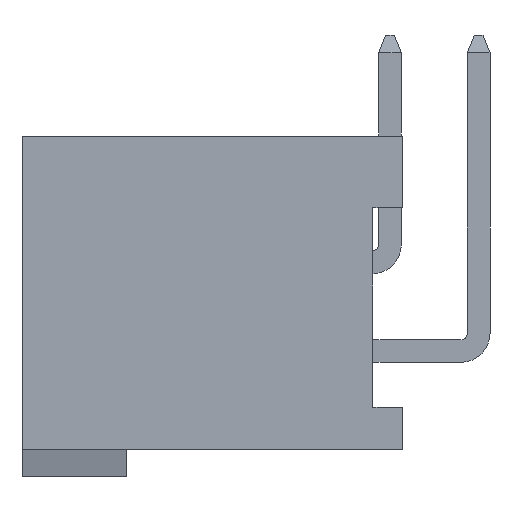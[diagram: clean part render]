
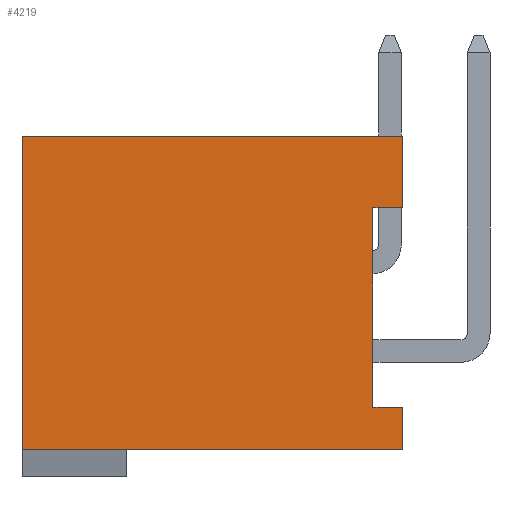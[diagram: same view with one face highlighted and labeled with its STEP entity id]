
A CAD part, left-side view. The second image highlights one B-rep face of the part: STEP entity #4219.
In plain terms, the highlighted planar face has unit normal (-1, 0, 0).
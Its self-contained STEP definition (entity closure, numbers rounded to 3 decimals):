
#549=DIRECTION('',(0.,0.,1.));
#550=VECTOR('',#549,2.05);
#551=CARTESIAN_POINT('',(-7.52,-5.45,2.825));
#552=LINE('',#551,#550);
#569=DIRECTION('',(0.,0.,1.));
#570=VECTOR('',#569,1.225);
#571=CARTESIAN_POINT('',(-7.52,-5.45,-4.1));
#572=LINE('',#571,#570);
#593=DIRECTION('',(0.,-1.,0.));
#594=VECTOR('',#593,10.9);
#595=CARTESIAN_POINT('',(-7.52,5.45,-4.1));
#596=LINE('',#595,#594);
#597=DIRECTION('',(0.,0.,1.));
#598=VECTOR('',#597,8.975);
#599=CARTESIAN_POINT('',(-7.52,5.45,-4.1));
#600=LINE('',#599,#598);
#601=DIRECTION('',(0.,1.,0.));
#602=VECTOR('',#601,0.85);
#603=CARTESIAN_POINT('',(-7.52,-5.45,2.825));
#604=LINE('',#603,#602);
#605=DIRECTION('',(0.,0.,1.));
#606=VECTOR('',#605,5.7);
#607=CARTESIAN_POINT('',(-7.52,-4.6,-2.875));
#608=LINE('',#607,#606);
#609=DIRECTION('',(0.,1.,0.));
#610=VECTOR('',#609,0.85);
#611=CARTESIAN_POINT('',(-7.52,-5.45,-2.875));
#612=LINE('',#611,#610);
#617=DIRECTION('',(0.,-1.,0.));
#618=VECTOR('',#617,10.9);
#619=CARTESIAN_POINT('',(-7.52,5.45,4.875));
#620=LINE('',#619,#618);
#2665=CARTESIAN_POINT('',(-7.52,5.45,4.875));
#2666=CARTESIAN_POINT('',(-7.52,-5.45,4.875));
#2667=VERTEX_POINT('',#2665);
#2668=VERTEX_POINT('',#2666);
#2685=CARTESIAN_POINT('',(-7.52,-5.45,-2.875));
#2686=CARTESIAN_POINT('',(-7.52,-4.6,-2.875));
#2687=VERTEX_POINT('',#2685);
#2688=VERTEX_POINT('',#2686);
#2689=CARTESIAN_POINT('',(-7.52,-4.6,2.825));
#2690=VERTEX_POINT('',#2689);
#2691=CARTESIAN_POINT('',(-7.52,-5.45,2.825));
#2692=VERTEX_POINT('',#2691);
#2779=CARTESIAN_POINT('',(-7.52,5.45,-4.1));
#2780=CARTESIAN_POINT('',(-7.52,-5.45,-4.1));
#2781=VERTEX_POINT('',#2779);
#2782=VERTEX_POINT('',#2780);
#4202=CARTESIAN_POINT('',(-7.52,5.45,-4.875));
#4203=DIRECTION('',(-1.,0.,0.));
#4204=DIRECTION('',(0.,-1.,0.));
#4205=AXIS2_PLACEMENT_3D('',#4202,#4203,#4204);
#4206=PLANE('',#4205);
#4207=ORIENTED_EDGE('',*,*,#3687,.F.);
#4208=ORIENTED_EDGE('',*,*,#3575,.T.);
#4210=ORIENTED_EDGE('',*,*,#4209,.T.);
#4211=ORIENTED_EDGE('',*,*,#4154,.F.);
#4212=ORIENTED_EDGE('',*,*,#3955,.T.);
#4213=ORIENTED_EDGE('',*,*,#3996,.F.);
#4215=ORIENTED_EDGE('',*,*,#4214,.F.);
#4216=ORIENTED_EDGE('',*,*,#4181,.F.);
#4217=EDGE_LOOP('',(#4207,#4208,#4210,#4211,#4212,#4213,#4215,#4216));
#4218=FACE_OUTER_BOUND('',#4217,.F.);
#4219=ADVANCED_FACE('',(#4218),#4206,.T.);
#3575=EDGE_CURVE('',#2781,#2667,#600,.T.);
#3687=EDGE_CURVE('',#2781,#2782,#596,.T.);
#3955=EDGE_CURVE('',#2692,#2690,#604,.T.);
#3996=EDGE_CURVE('',#2688,#2690,#608,.T.);
#4154=EDGE_CURVE('',#2692,#2668,#552,.T.);
#4181=EDGE_CURVE('',#2782,#2687,#572,.T.);
#4209=EDGE_CURVE('',#2667,#2668,#620,.T.);
#4214=EDGE_CURVE('',#2687,#2688,#612,.T.);
